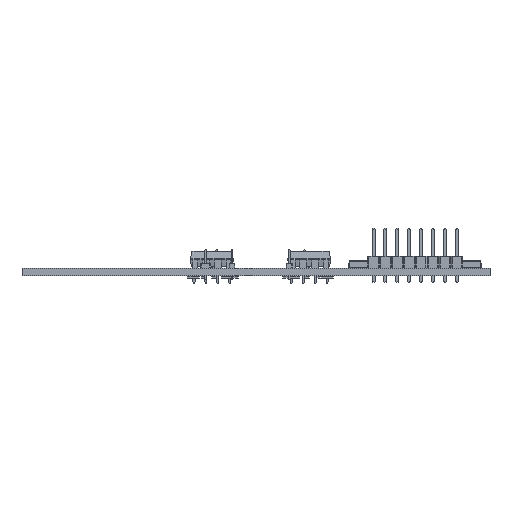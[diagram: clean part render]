
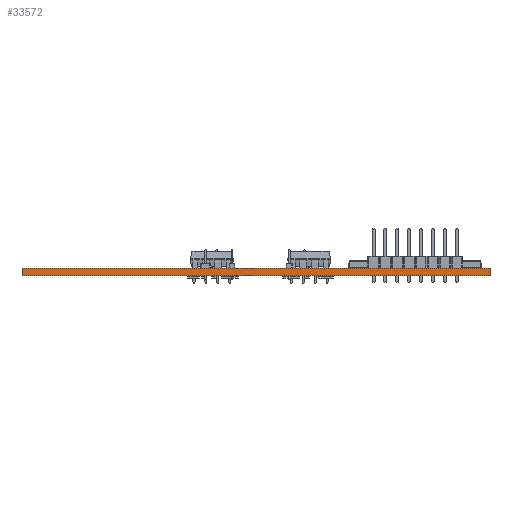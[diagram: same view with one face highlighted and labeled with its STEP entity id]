
A CAD part, front view. The second image highlights one B-rep face of the part: STEP entity #33572.
In plain terms, the highlighted planar face has unit normal (0, -1, 0).
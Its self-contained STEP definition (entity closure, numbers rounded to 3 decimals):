
#33572 = ADVANCED_FACE('',(#33573),#33587,.T.);
#33573 = FACE_BOUND('',#33574,.T.);
#33574 = EDGE_LOOP('',(#33575,#33610,#33638,#33666));
#33575 = ORIENTED_EDGE('',*,*,#33576,.T.);
#33576 = EDGE_CURVE('',#33577,#33579,#33581,.T.);
#33577 = VERTEX_POINT('',#33578);
#33578 = CARTESIAN_POINT('',(50.,-50.,0.));
#33579 = VERTEX_POINT('',#33580);
#33580 = CARTESIAN_POINT('',(50.,-50.,1.6));
#33581 = SURFACE_CURVE('',#33582,(#33586,#33598),.PCURVE_S1.);
#33582 = LINE('',#33583,#33584);
#33583 = CARTESIAN_POINT('',(50.,-50.,0.));
#33584 = VECTOR('',#33585,1.);
#33585 = DIRECTION('',(0.,0.,1.));
#33586 = PCURVE('',#33587,#33592);
#33587 = PLANE('',#33588);
#33588 = AXIS2_PLACEMENT_3D('',#33589,#33590,#33591);
#33589 = CARTESIAN_POINT('',(50.,-50.,0.));
#33590 = DIRECTION('',(0.,-1.,0.));
#33591 = DIRECTION('',(-1.,0.,0.));
#33592 = DEFINITIONAL_REPRESENTATION('',(#33593),#33597);
#33593 = LINE('',#33594,#33595);
#33594 = CARTESIAN_POINT('',(0.,-0.));
#33595 = VECTOR('',#33596,1.);
#33596 = DIRECTION('',(0.,-1.));
#33597 = ( GEOMETRIC_REPRESENTATION_CONTEXT(2) 
PARAMETRIC_REPRESENTATION_CONTEXT() REPRESENTATION_CONTEXT('2D SPACE',''
  ) );
#33598 = PCURVE('',#33599,#33604);
#33599 = PLANE('',#33600);
#33600 = AXIS2_PLACEMENT_3D('',#33601,#33602,#33603);
#33601 = CARTESIAN_POINT('',(50.,50.,0.));
#33602 = DIRECTION('',(1.,0.,-0.));
#33603 = DIRECTION('',(0.,-1.,0.));
#33604 = DEFINITIONAL_REPRESENTATION('',(#33605),#33609);
#33605 = LINE('',#33606,#33607);
#33606 = CARTESIAN_POINT('',(100.,0.));
#33607 = VECTOR('',#33608,1.);
#33608 = DIRECTION('',(0.,-1.));
#33609 = ( GEOMETRIC_REPRESENTATION_CONTEXT(2) 
PARAMETRIC_REPRESENTATION_CONTEXT() REPRESENTATION_CONTEXT('2D SPACE',''
  ) );
#33610 = ORIENTED_EDGE('',*,*,#33611,.T.);
#33611 = EDGE_CURVE('',#33579,#33612,#33614,.T.);
#33612 = VERTEX_POINT('',#33613);
#33613 = CARTESIAN_POINT('',(-50.,-50.,1.6));
#33614 = SURFACE_CURVE('',#33615,(#33619,#33626),.PCURVE_S1.);
#33615 = LINE('',#33616,#33617);
#33616 = CARTESIAN_POINT('',(50.,-50.,1.6));
#33617 = VECTOR('',#33618,1.);
#33618 = DIRECTION('',(-1.,0.,0.));
#33619 = PCURVE('',#33587,#33620);
#33620 = DEFINITIONAL_REPRESENTATION('',(#33621),#33625);
#33621 = LINE('',#33622,#33623);
#33622 = CARTESIAN_POINT('',(0.,-1.6));
#33623 = VECTOR('',#33624,1.);
#33624 = DIRECTION('',(1.,0.));
#33625 = ( GEOMETRIC_REPRESENTATION_CONTEXT(2) 
PARAMETRIC_REPRESENTATION_CONTEXT() REPRESENTATION_CONTEXT('2D SPACE',''
  ) );
#33626 = PCURVE('',#33627,#33632);
#33627 = PLANE('',#33628);
#33628 = AXIS2_PLACEMENT_3D('',#33629,#33630,#33631);
#33629 = CARTESIAN_POINT('',(0.,0.,1.6));
#33630 = DIRECTION('',(-0.,-0.,-1.));
#33631 = DIRECTION('',(-1.,0.,0.));
#33632 = DEFINITIONAL_REPRESENTATION('',(#33633),#33637);
#33633 = LINE('',#33634,#33635);
#33634 = CARTESIAN_POINT('',(-50.,-50.));
#33635 = VECTOR('',#33636,1.);
#33636 = DIRECTION('',(1.,0.));
#33637 = ( GEOMETRIC_REPRESENTATION_CONTEXT(2) 
PARAMETRIC_REPRESENTATION_CONTEXT() REPRESENTATION_CONTEXT('2D SPACE',''
  ) );
#33638 = ORIENTED_EDGE('',*,*,#33639,.F.);
#33639 = EDGE_CURVE('',#33640,#33612,#33642,.T.);
#33640 = VERTEX_POINT('',#33641);
#33641 = CARTESIAN_POINT('',(-50.,-50.,0.));
#33642 = SURFACE_CURVE('',#33643,(#33647,#33654),.PCURVE_S1.);
#33643 = LINE('',#33644,#33645);
#33644 = CARTESIAN_POINT('',(-50.,-50.,0.));
#33645 = VECTOR('',#33646,1.);
#33646 = DIRECTION('',(0.,0.,1.));
#33647 = PCURVE('',#33587,#33648);
#33648 = DEFINITIONAL_REPRESENTATION('',(#33649),#33653);
#33649 = LINE('',#33650,#33651);
#33650 = CARTESIAN_POINT('',(100.,0.));
#33651 = VECTOR('',#33652,1.);
#33652 = DIRECTION('',(0.,-1.));
#33653 = ( GEOMETRIC_REPRESENTATION_CONTEXT(2) 
PARAMETRIC_REPRESENTATION_CONTEXT() REPRESENTATION_CONTEXT('2D SPACE',''
  ) );
#33654 = PCURVE('',#33655,#33660);
#33655 = PLANE('',#33656);
#33656 = AXIS2_PLACEMENT_3D('',#33657,#33658,#33659);
#33657 = CARTESIAN_POINT('',(-50.,-50.,0.));
#33658 = DIRECTION('',(-1.,0.,0.));
#33659 = DIRECTION('',(0.,1.,0.));
#33660 = DEFINITIONAL_REPRESENTATION('',(#33661),#33665);
#33661 = LINE('',#33662,#33663);
#33662 = CARTESIAN_POINT('',(0.,0.));
#33663 = VECTOR('',#33664,1.);
#33664 = DIRECTION('',(0.,-1.));
#33665 = ( GEOMETRIC_REPRESENTATION_CONTEXT(2) 
PARAMETRIC_REPRESENTATION_CONTEXT() REPRESENTATION_CONTEXT('2D SPACE',''
  ) );
#33666 = ORIENTED_EDGE('',*,*,#33667,.F.);
#33667 = EDGE_CURVE('',#33577,#33640,#33668,.T.);
#33668 = SURFACE_CURVE('',#33669,(#33673,#33680),.PCURVE_S1.);
#33669 = LINE('',#33670,#33671);
#33670 = CARTESIAN_POINT('',(50.,-50.,0.));
#33671 = VECTOR('',#33672,1.);
#33672 = DIRECTION('',(-1.,0.,0.));
#33673 = PCURVE('',#33587,#33674);
#33674 = DEFINITIONAL_REPRESENTATION('',(#33675),#33679);
#33675 = LINE('',#33676,#33677);
#33676 = CARTESIAN_POINT('',(0.,-0.));
#33677 = VECTOR('',#33678,1.);
#33678 = DIRECTION('',(1.,0.));
#33679 = ( GEOMETRIC_REPRESENTATION_CONTEXT(2) 
PARAMETRIC_REPRESENTATION_CONTEXT() REPRESENTATION_CONTEXT('2D SPACE',''
  ) );
#33680 = PCURVE('',#33681,#33686);
#33681 = PLANE('',#33682);
#33682 = AXIS2_PLACEMENT_3D('',#33683,#33684,#33685);
#33683 = CARTESIAN_POINT('',(0.,0.,0.));
#33684 = DIRECTION('',(-0.,-0.,-1.));
#33685 = DIRECTION('',(-1.,0.,0.));
#33686 = DEFINITIONAL_REPRESENTATION('',(#33687),#33691);
#33687 = LINE('',#33688,#33689);
#33688 = CARTESIAN_POINT('',(-50.,-50.));
#33689 = VECTOR('',#33690,1.);
#33690 = DIRECTION('',(1.,0.));
#33691 = ( GEOMETRIC_REPRESENTATION_CONTEXT(2) 
PARAMETRIC_REPRESENTATION_CONTEXT() REPRESENTATION_CONTEXT('2D SPACE',''
  ) );
